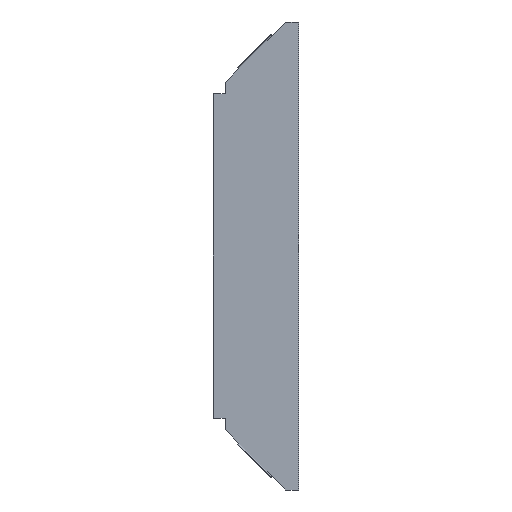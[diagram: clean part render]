
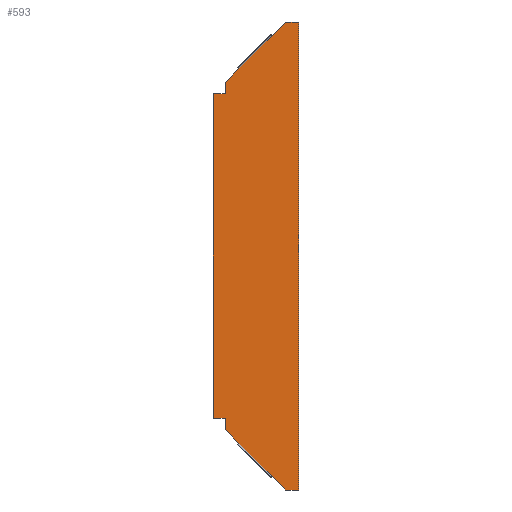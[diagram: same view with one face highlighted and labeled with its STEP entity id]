
A CAD part, front view. The second image highlights one B-rep face of the part: STEP entity #593.
In plain terms, the highlighted planar face has unit normal (0, -1, 0).
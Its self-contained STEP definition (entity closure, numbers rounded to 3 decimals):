
#5 = CARTESIAN_POINT ( 'NONE',  ( 10., -0.75, -138. ) ) ;
#7 = EDGE_CURVE ( 'NONE', #884, #81, #516, .T. ) ;
#18 = LINE ( 'NONE', #177, #369 ) ;
#29 = VERTEX_POINT ( 'NONE', #949 ) ;
#34 = EDGE_CURVE ( 'NONE', #519, #242, #522, .T. ) ;
#44 = CARTESIAN_POINT ( 'NONE',  ( 10., -0.75, -147.7 ) ) ;
#48 = CARTESIAN_POINT ( 'NONE',  ( 0., -0.75, -138. ) ) ;
#76 = VERTEX_POINT ( 'NONE', #680 ) ;
#81 = VERTEX_POINT ( 'NONE', #92 ) ;
#92 = CARTESIAN_POINT ( 'NONE',  ( 10., -0.75, 147.7 ) ) ;
#95 = ORIENTED_EDGE ( 'NONE', *, *, #973, .F. ) ;
#96 = VERTEX_POINT ( 'NONE', #165 ) ;
#98 = FACE_OUTER_BOUND ( 'NONE', #277, .T. ) ;
#102 = ORIENTED_EDGE ( 'NONE', *, *, #625, .F. ) ;
#103 = CARTESIAN_POINT ( 'NONE',  ( 61.3, -0.75, -199. ) ) ;
#130 = LINE ( 'NONE', #559, #552 ) ;
#152 = ORIENTED_EDGE ( 'NONE', *, *, #888, .F. ) ;
#160 = CARTESIAN_POINT ( 'NONE',  ( 49.792, -0.75, -187.492 ) ) ;
#165 = CARTESIAN_POINT ( 'NONE',  ( 0., -0.75, 138. ) ) ;
#171 = VECTOR ( 'NONE', #656, 1000. ) ;
#172 = VECTOR ( 'NONE', #723, 1000. ) ;
#177 = CARTESIAN_POINT ( 'NONE',  ( 10., -0.75, 0. ) ) ;
#187 = DIRECTION ( 'NONE',  ( 0., 0., -1. ) ) ;
#197 = VERTEX_POINT ( 'NONE', #48 ) ;
#209 = LINE ( 'NONE', #639, #300 ) ;
#221 = ORIENTED_EDGE ( 'NONE', *, *, #737, .T. ) ;
#224 = EDGE_CURVE ( 'NONE', #76, #701, #979, .T. ) ;
#227 = LINE ( 'NONE', #976, #171 ) ;
#228 = VERTEX_POINT ( 'NONE', #44 ) ;
#230 = LINE ( 'NONE', #925, #658 ) ;
#232 = DIRECTION ( 'NONE',  ( 0., 0., 1. ) ) ;
#239 = VECTOR ( 'NONE', #493, 1000. ) ;
#242 = VERTEX_POINT ( 'NONE', #372 ) ;
#243 = LINE ( 'NONE', #160, #239 ) ;
#251 = VERTEX_POINT ( 'NONE', #1072 ) ;
#256 = DIRECTION ( 'NONE',  ( 0., 0., -1. ) ) ;
#257 = VERTEX_POINT ( 'NONE', #838 ) ;
#268 = CARTESIAN_POINT ( 'NONE',  ( 61.3, -0.75, -199. ) ) ;
#277 = EDGE_LOOP ( 'NONE', ( #95, #102, #152, #598, #624, #754, #221, #394, #1090, #875, #576, #435, #321, #856 ) ) ;
#286 = EDGE_CURVE ( 'NONE', #251, #96, #1087, .T. ) ;
#298 = VECTOR ( 'NONE', #951, 1000. ) ;
#300 = VECTOR ( 'NONE', #482, 1000. ) ;
#321 = ORIENTED_EDGE ( 'NONE', *, *, #341, .F. ) ;
#341 = EDGE_CURVE ( 'NONE', #197, #96, #230, .T. ) ;
#369 = VECTOR ( 'NONE', #187, 1000. ) ;
#372 = CARTESIAN_POINT ( 'NONE',  ( 49.792, -0.75, -187.492 ) ) ;
#391 = CARTESIAN_POINT ( 'NONE',  ( 72.3, -0.75, -199. ) ) ;
#394 = ORIENTED_EDGE ( 'NONE', *, *, #1092, .T. ) ;
#418 = DIRECTION ( 'NONE',  ( -0.707, 0., -0.707 ) ) ;
#435 = ORIENTED_EDGE ( 'NONE', *, *, #286, .T. ) ;
#448 = DIRECTION ( 'NONE',  ( 0., 0., 1. ) ) ;
#467 = CARTESIAN_POINT ( 'NONE',  ( 72.3, -0.75, -199. ) ) ;
#470 = DIRECTION ( 'NONE',  ( 0., 0., -1. ) ) ;
#482 = DIRECTION ( 'NONE',  ( -0.707, 0., -0.707 ) ) ;
#493 = DIRECTION ( 'NONE',  ( -0.707, 0., 0.707 ) ) ;
#516 = LINE ( 'NONE', #858, #820 ) ;
#519 = VERTEX_POINT ( 'NONE', #1102 ) ;
#522 = LINE ( 'NONE', #268, #835 ) ;
#544 = PLANE ( 'NONE',  #1015 ) ;
#552 = VECTOR ( 'NONE', #986, 1000. ) ;
#559 = CARTESIAN_POINT ( 'NONE',  ( 0., -0.75, -138. ) ) ;
#576 = ORIENTED_EDGE ( 'NONE', *, *, #614, .T. ) ;
#590 = CARTESIAN_POINT ( 'NONE',  ( 21.508, -0.75, 159.208 ) ) ;
#593 = ADVANCED_FACE ( 'NONE', ( #98 ), #544, .T. ) ;
#598 = ORIENTED_EDGE ( 'NONE', *, *, #34, .F. ) ;
#613 = DIRECTION ( 'NONE',  ( -0.707, 0., 0.707 ) ) ;
#614 = EDGE_CURVE ( 'NONE', #81, #251, #18, .T. ) ;
#619 = LINE ( 'NONE', #963, #964 ) ;
#624 = ORIENTED_EDGE ( 'NONE', *, *, #1067, .F. ) ;
#625 = EDGE_CURVE ( 'NONE', #705, #228, #785, .T. ) ;
#639 = CARTESIAN_POINT ( 'NONE',  ( 61.3, -0.75, 199. ) ) ;
#656 = DIRECTION ( 'NONE',  ( -1., 0., 0. ) ) ;
#658 = VECTOR ( 'NONE', #232, 1000. ) ;
#673 = DIRECTION ( 'NONE',  ( -1., 0., 0. ) ) ;
#680 = CARTESIAN_POINT ( 'NONE',  ( 72.3, -0.75, 199. ) ) ;
#701 = VERTEX_POINT ( 'NONE', #467 ) ;
#705 = VERTEX_POINT ( 'NONE', #990 ) ;
#715 = LINE ( 'NONE', #391, #172 ) ;
#723 = DIRECTION ( 'NONE',  ( -1., 0., 0. ) ) ;
#737 = EDGE_CURVE ( 'NONE', #76, #257, #227, .T. ) ;
#741 = LINE ( 'NONE', #927, #923 ) ;
#746 = CARTESIAN_POINT ( 'NONE',  ( 0., -0.75, 138. ) ) ;
#754 = ORIENTED_EDGE ( 'NONE', *, *, #224, .F. ) ;
#785 = LINE ( 'NONE', #103, #298 ) ;
#820 = VECTOR ( 'NONE', #1037, 1000. ) ;
#835 = VECTOR ( 'NONE', #613, 1000. ) ;
#838 = CARTESIAN_POINT ( 'NONE',  ( 61.3, -0.75, 199. ) ) ;
#841 = EDGE_CURVE ( 'NONE', #29, #884, #741, .T. ) ;
#856 = ORIENTED_EDGE ( 'NONE', *, *, #1061, .F. ) ;
#858 = CARTESIAN_POINT ( 'NONE',  ( 61.3, -0.75, 199. ) ) ;
#870 = CARTESIAN_POINT ( 'NONE',  ( 0., -0.75, 0. ) ) ;
#875 = ORIENTED_EDGE ( 'NONE', *, *, #7, .T. ) ;
#881 = CARTESIAN_POINT ( 'NONE',  ( 72.3, -0.75, -199. ) ) ;
#884 = VERTEX_POINT ( 'NONE', #590 ) ;
#888 = EDGE_CURVE ( 'NONE', #242, #705, #243, .T. ) ;
#913 = VERTEX_POINT ( 'NONE', #5 ) ;
#923 = VECTOR ( 'NONE', #418, 1000. ) ;
#925 = CARTESIAN_POINT ( 'NONE',  ( 0., -0.75, -141. ) ) ;
#927 = CARTESIAN_POINT ( 'NONE',  ( 49.792, -0.75, 187.492 ) ) ;
#949 = CARTESIAN_POINT ( 'NONE',  ( 49.792, -0.75, 187.492 ) ) ;
#951 = DIRECTION ( 'NONE',  ( -0.707, 0., 0.707 ) ) ;
#963 = CARTESIAN_POINT ( 'NONE',  ( 10., -0.75, 0. ) ) ;
#964 = VECTOR ( 'NONE', #448, 1000. ) ;
#970 = DIRECTION ( 'NONE',  ( 0., -1., 0. ) ) ;
#973 = EDGE_CURVE ( 'NONE', #228, #913, #619, .T. ) ;
#976 = CARTESIAN_POINT ( 'NONE',  ( 72.3, -0.75, 199. ) ) ;
#979 = LINE ( 'NONE', #881, #1039 ) ;
#986 = DIRECTION ( 'NONE',  ( -1., 0., 0. ) ) ;
#990 = CARTESIAN_POINT ( 'NONE',  ( 21.508, -0.75, -159.208 ) ) ;
#1015 = AXIS2_PLACEMENT_3D ( 'NONE', #870, #970, #256 ) ;
#1037 = DIRECTION ( 'NONE',  ( -0.707, 0., -0.707 ) ) ;
#1039 = VECTOR ( 'NONE', #470, 1000. ) ;
#1053 = VECTOR ( 'NONE', #673, 1000. ) ;
#1061 = EDGE_CURVE ( 'NONE', #913, #197, #130, .T. ) ;
#1067 = EDGE_CURVE ( 'NONE', #701, #519, #715, .T. ) ;
#1072 = CARTESIAN_POINT ( 'NONE',  ( 10., -0.75, 138. ) ) ;
#1087 = LINE ( 'NONE', #746, #1053 ) ;
#1090 = ORIENTED_EDGE ( 'NONE', *, *, #841, .T. ) ;
#1092 = EDGE_CURVE ( 'NONE', #257, #29, #209, .T. ) ;
#1102 = CARTESIAN_POINT ( 'NONE',  ( 61.3, -0.75, -199. ) ) ;
